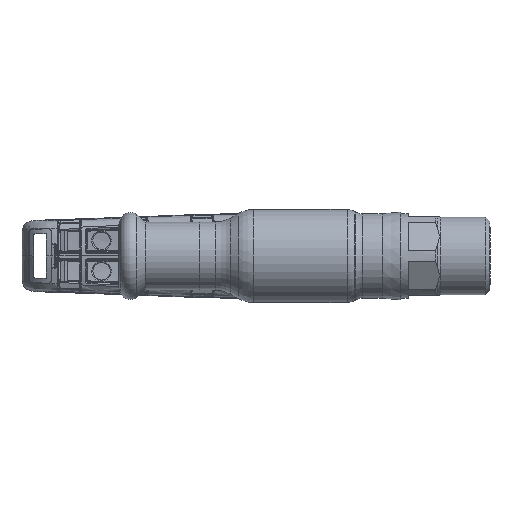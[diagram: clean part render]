
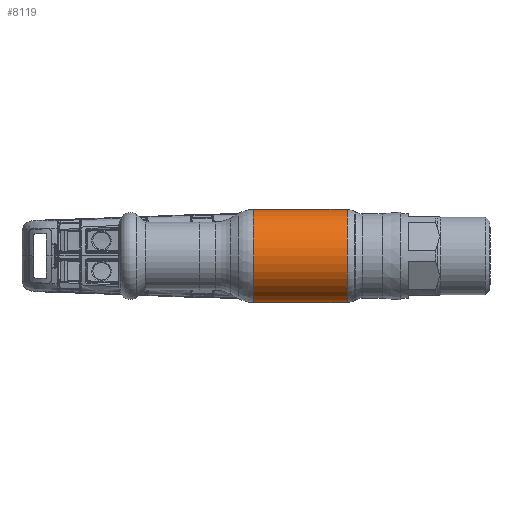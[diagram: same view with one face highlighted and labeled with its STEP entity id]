
A CAD part, front view. The second image highlights one B-rep face of the part: STEP entity #8119.
In plain terms, the highlighted cylindrical face has radius 12.5 mm (diameter 25 mm), a partial arc.
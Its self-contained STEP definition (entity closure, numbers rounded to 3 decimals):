
#531 = CARTESIAN_POINT ( 'NONE',  ( -12.606, 0., 12.5 ) ) ;
#2242 = EDGE_CURVE ( 'NONE', #41739, #19813, #5803, .T. ) ;
#3155 = ORIENTED_EDGE ( 'NONE', *, *, #52942, .T. ) ;
#5803 = CIRCLE ( 'NONE', #15065, 12.5 ) ;
#6075 = CARTESIAN_POINT ( 'NONE',  ( -62.69, 0., 12.5 ) ) ;
#7474 = EDGE_CURVE ( 'NONE', #49440, #41739, #34099, .T. ) ;
#8119 = ADVANCED_FACE ( 'NONE', ( #54300 ), #56593, .T. ) ;
#10751 = VECTOR ( 'NONE', #17302, 1000. ) ;
#13937 = CARTESIAN_POINT ( 'NONE',  ( -62.69, 0., 0. ) ) ;
#15065 = AXIS2_PLACEMENT_3D ( 'NONE', #55204, #64264, #20305 ) ;
#16897 = VERTEX_POINT ( 'NONE', #37270 ) ;
#17302 = DIRECTION ( 'NONE',  ( -1., 0., 0. ) ) ;
#18725 = ORIENTED_EDGE ( 'NONE', *, *, #7474, .F. ) ;
#19813 = VERTEX_POINT ( 'NONE', #531 ) ;
#20305 = DIRECTION ( 'NONE',  ( 0., 0., 1. ) ) ;
#21528 = CARTESIAN_POINT ( 'NONE',  ( 12.606, 0., 0. ) ) ;
#24078 = AXIS2_PLACEMENT_3D ( 'NONE', #21528, #28288, #37494 ) ;
#24155 = DIRECTION ( 'NONE',  ( -1., 0., 0. ) ) ;
#24977 = ORIENTED_EDGE ( 'NONE', *, *, #39466, .T. ) ;
#26080 = EDGE_LOOP ( 'NONE', ( #18725, #24977, #3155, #27564 ) ) ;
#27564 = ORIENTED_EDGE ( 'NONE', *, *, #2242, .F. ) ;
#28288 = DIRECTION ( 'NONE',  ( -1., 0., 0. ) ) ;
#30617 = CARTESIAN_POINT ( 'NONE',  ( 12.606, 0., -12.5 ) ) ;
#34099 = LINE ( 'NONE', #52647, #10751 ) ;
#37270 = CARTESIAN_POINT ( 'NONE',  ( 12.606, 0., 12.5 ) ) ;
#37494 = DIRECTION ( 'NONE',  ( 0., 0., 1. ) ) ;
#39026 = DIRECTION ( 'NONE',  ( 0., 0., 1. ) ) ;
#39466 = EDGE_CURVE ( 'NONE', #49440, #16897, #49351, .T. ) ;
#41739 = VERTEX_POINT ( 'NONE', #44752 ) ;
#44752 = CARTESIAN_POINT ( 'NONE',  ( -12.606, 0., -12.5 ) ) ;
#45573 = DIRECTION ( 'NONE',  ( -1., 0., 0. ) ) ;
#47393 = LINE ( 'NONE', #6075, #50464 ) ;
#49351 = CIRCLE ( 'NONE', #24078, 12.5 ) ;
#49440 = VERTEX_POINT ( 'NONE', #30617 ) ;
#50464 = VECTOR ( 'NONE', #45573, 1000. ) ;
#52647 = CARTESIAN_POINT ( 'NONE',  ( -62.69, 0., -12.5 ) ) ;
#52942 = EDGE_CURVE ( 'NONE', #16897, #19813, #47393, .T. ) ;
#54300 = FACE_OUTER_BOUND ( 'NONE', #26080, .T. ) ;
#55204 = CARTESIAN_POINT ( 'NONE',  ( -12.606, 0., 0. ) ) ;
#56593 = CYLINDRICAL_SURFACE ( 'NONE', #61988, 12.5 ) ;
#61988 = AXIS2_PLACEMENT_3D ( 'NONE', #13937, #24155, #39026 ) ;
#64264 = DIRECTION ( 'NONE',  ( -1., 0., 0. ) ) ;
